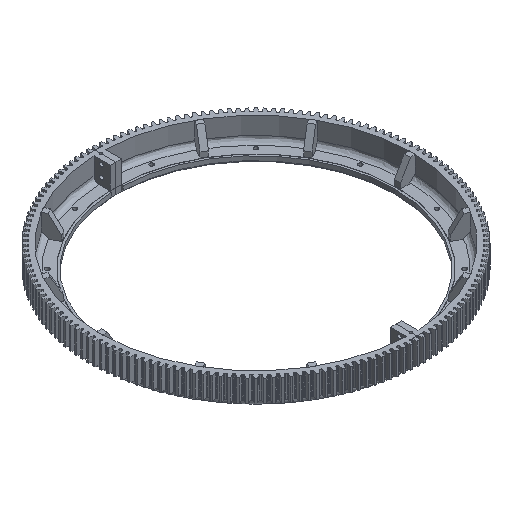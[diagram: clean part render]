
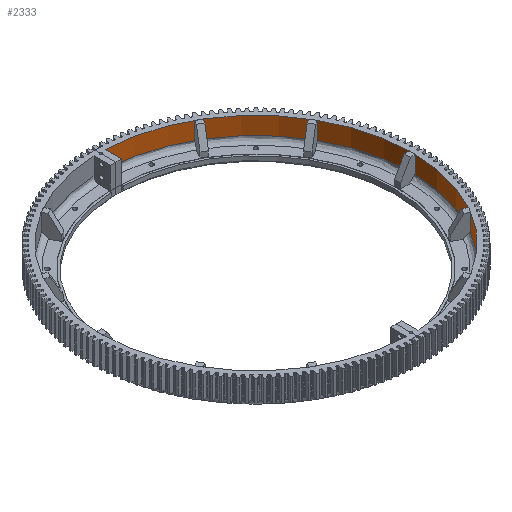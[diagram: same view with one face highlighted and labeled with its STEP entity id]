
A CAD part, isometric view. The second image highlights one B-rep face of the part: STEP entity #2333.
In plain terms, the highlighted cylindrical face has radius 1256 mm (diameter 2512 mm), a partial arc.
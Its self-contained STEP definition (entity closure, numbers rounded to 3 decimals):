
#364 = CIRCLE ( 'NONE', #21044, 1256. ) ;
#895 = CARTESIAN_POINT ( 'NONE',  ( 0., 1486., 40. ) ) ;
#1253 = ORIENTED_EDGE ( 'NONE', *, *, #13201, .F. ) ;
#1312 = CARTESIAN_POINT ( 'NONE',  ( 45., 2741.194, 110. ) ) ;
#1619 = CARTESIAN_POINT ( 'NONE',  ( 45., 230.806, 180. ) ) ;
#1757 = EDGE_CURVE ( 'NONE', #18173, #19368, #11375, .T. ) ;
#2333 = ADVANCED_FACE ( 'NONE', ( #5507 ), #17510, .F. ) ;
#2525 = DIRECTION ( 'NONE',  ( 1., 0., 0. ) ) ;
#3620 = ORIENTED_EDGE ( 'NONE', *, *, #16291, .T. ) ;
#3641 = CARTESIAN_POINT ( 'NONE',  ( 0., 1486., 180. ) ) ;
#4101 = CARTESIAN_POINT ( 'NONE',  ( 45., 2741.194, 40. ) ) ;
#4362 = VERTEX_POINT ( 'NONE', #1619 ) ;
#5074 = LINE ( 'NONE', #11809, #13194 ) ;
#5507 = FACE_OUTER_BOUND ( 'NONE', #13471, .T. ) ;
#7441 = AXIS2_PLACEMENT_3D ( 'NONE', #18804, #9021, #20416 ) ;
#7568 = CARTESIAN_POINT ( 'NONE',  ( 1256., 1486., 40. ) ) ;
#8621 = DIRECTION ( 'NONE',  ( 0., 0., 1. ) ) ;
#8631 = DIRECTION ( 'NONE',  ( 0., 0., -1. ) ) ;
#9021 = DIRECTION ( 'NONE',  ( 0., 0., 1. ) ) ;
#9174 = DIRECTION ( 'NONE',  ( 0., 0., -1. ) ) ;
#10686 = VERTEX_POINT ( 'NONE', #18408 ) ;
#10875 = ORIENTED_EDGE ( 'NONE', *, *, #13616, .F. ) ;
#11135 = AXIS2_PLACEMENT_3D ( 'NONE', #3641, #11618, #16481 ) ;
#11375 = LINE ( 'NONE', #1312, #15210 ) ;
#11618 = DIRECTION ( 'NONE',  ( 0., 0., -1. ) ) ;
#11809 = CARTESIAN_POINT ( 'NONE',  ( 45., 230.806, -200. ) ) ;
#12094 = CARTESIAN_POINT ( 'NONE',  ( 45., 2741.194, 180. ) ) ;
#12238 = DIRECTION ( 'NONE',  ( 0., 0., 1. ) ) ;
#13194 = VECTOR ( 'NONE', #8631, 1000. ) ;
#13201 = EDGE_CURVE ( 'NONE', #10686, #15829, #16163, .T. ) ;
#13471 = EDGE_LOOP ( 'NONE', ( #13593, #3620, #17196, #10875, #1253 ) ) ;
#13593 = ORIENTED_EDGE ( 'NONE', *, *, #15605, .F. ) ;
#13616 = EDGE_CURVE ( 'NONE', #15829, #19368, #364, .T. ) ;
#15210 = VECTOR ( 'NONE', #9174, 1000. ) ;
#15495 = CIRCLE ( 'NONE', #7441, 1256. ) ;
#15605 = EDGE_CURVE ( 'NONE', #4362, #10686, #5074, .T. ) ;
#15829 = VERTEX_POINT ( 'NONE', #7568 ) ;
#16163 = CIRCLE ( 'NONE', #19668, 1256. ) ;
#16291 = EDGE_CURVE ( 'NONE', #4362, #18173, #15495, .T. ) ;
#16481 = DIRECTION ( 'NONE',  ( -1., 0., 0. ) ) ;
#17196 = ORIENTED_EDGE ( 'NONE', *, *, #1757, .T. ) ;
#17510 = CYLINDRICAL_SURFACE ( 'NONE', #11135, 1256. ) ;
#18173 = VERTEX_POINT ( 'NONE', #12094 ) ;
#18406 = CARTESIAN_POINT ( 'NONE',  ( 0., 1486., 40. ) ) ;
#18408 = CARTESIAN_POINT ( 'NONE',  ( 45., 230.806, 40. ) ) ;
#18804 = CARTESIAN_POINT ( 'NONE',  ( 0., 1486., 180. ) ) ;
#19368 = VERTEX_POINT ( 'NONE', #4101 ) ;
#19668 = AXIS2_PLACEMENT_3D ( 'NONE', #895, #12238, #2525 ) ;
#20015 = DIRECTION ( 'NONE',  ( 1., 0., 0. ) ) ;
#20416 = DIRECTION ( 'NONE',  ( -1., 0., 0. ) ) ;
#21044 = AXIS2_PLACEMENT_3D ( 'NONE', #18406, #8621, #20015 ) ;
